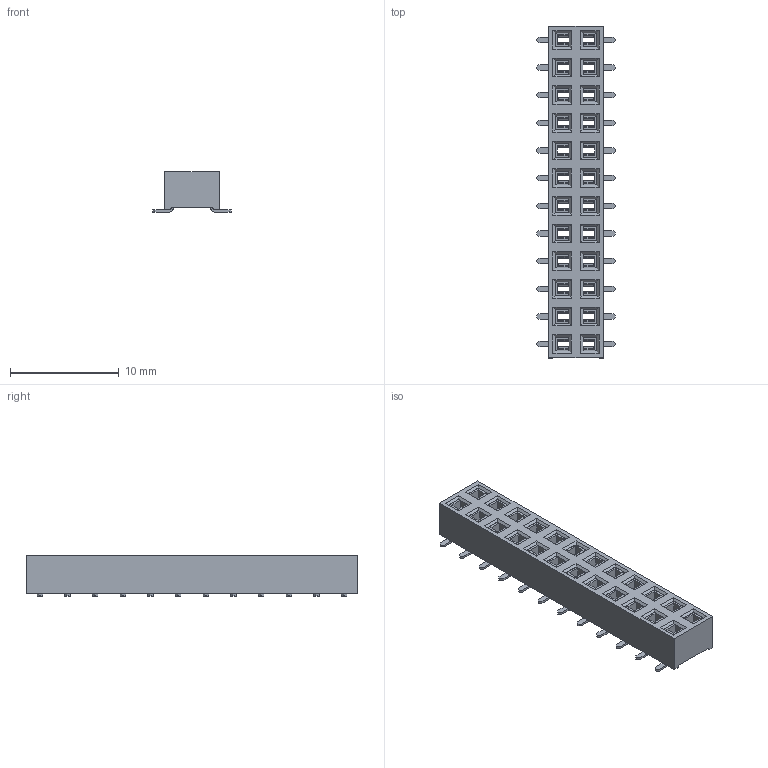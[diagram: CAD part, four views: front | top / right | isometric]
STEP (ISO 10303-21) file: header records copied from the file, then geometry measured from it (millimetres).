
FILE_DESCRIPTION(/* description */ ('Unknown'),/* implementation_level */ '2;1');
FILE_NAME(/* name */ 'J_Wurth_WR-PHD_610024243021',/* time_stamp */ '2025-04-21T13:47:37+08:00',/* author */ ('Unknown'),/* organization */ ('Unknown'),/* preprocessor_version */ 'ST-DEVELOPER v19.4',/* originating_system */ 'Solid Edge',/* authorisation */ 'Unknown');
FILE_SCHEMA (('AUTOMOTIVE_DESIGN {1 0 10303 214 3 1 1}'));
Length unit declared in the file: millimetre
Products named in the file (2): J_Wurth_WR-PHD_610024243021
Assembly tree (1 placements, depth 2):
  J_Wurth_WR-PHD_610024243021
    J_Wurth_WR-PHD_610024243021
Bounding box: 7.21 x 30.48 x 3.7 mm (x, y, z)
Volume: 425.3 mm3; surface area: 1512.6 mm2
Topology: 25 solids, 25 shells, 2026 faces, 5472 edges, 3472 vertices
Faces by surface type: plane 1448, cylinder 578
Entity records: 62934 total; most frequent: CARTESIAN_POINT 10972, ORIENTED_EDGE 10944, DIRECTION 10684, EDGE_CURVE 5472, LINE 4316, VECTOR 4316, VERTEX_POINT 3472, AXIS2_PLACEMENT_3D 3184
